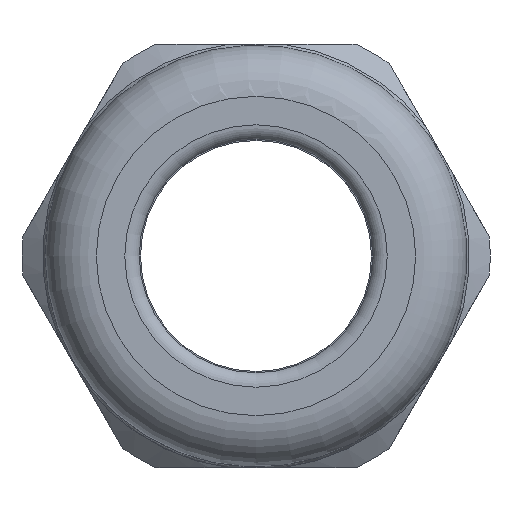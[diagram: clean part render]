
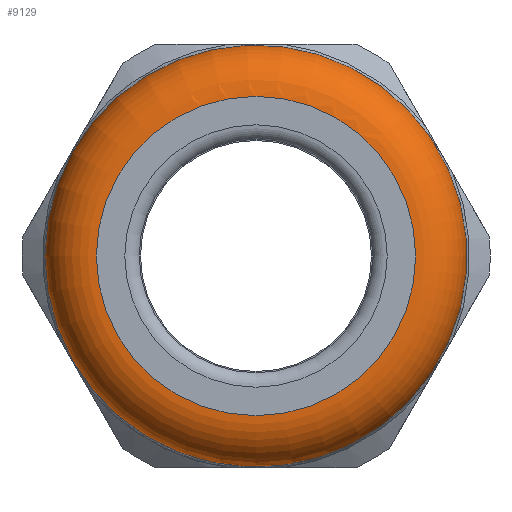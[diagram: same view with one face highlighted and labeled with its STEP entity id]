
A CAD part, left-side view. The second image highlights one B-rep face of the part: STEP entity #9129.
In plain terms, the highlighted toroidal (fillet/blend) face has major radius 12.45 mm and minor radius 4 mm.
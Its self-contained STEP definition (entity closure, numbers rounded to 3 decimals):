
#72=TOROIDAL_SURFACE('',#10003,12.45,4.);
#159=FACE_BOUND('',#1524,.T.);
#961=FACE_OUTER_BOUND('',#1523,.T.);
#1523=EDGE_LOOP('',(#8457));
#1524=EDGE_LOOP('',(#8458));
#3712=CIRCLE('',#10002,16.443);
#3713=CIRCLE('',#10004,12.45);
#4585=VERTEX_POINT('',#15370);
#4586=VERTEX_POINT('',#15373);
#5880=EDGE_CURVE('',#4585,#4585,#3712,.T.);
#5881=EDGE_CURVE('',#4586,#4586,#3713,.T.);
#8457=ORIENTED_EDGE('',*,*,#5880,.F.);
#8458=ORIENTED_EDGE('',*,*,#5881,.T.);
#9129=ADVANCED_FACE('',(#961,#159),#72,.T.);
#10002=AXIS2_PLACEMENT_3D('',#15371,#12605,#12606);
#10003=AXIS2_PLACEMENT_3D('',#15372,#12607,#12608);
#10004=AXIS2_PLACEMENT_3D('',#15374,#12609,#12610);
#12605=DIRECTION('center_axis',(1.,0.,0.));
#12606=DIRECTION('ref_axis',(0.,0.,-1.));
#12607=DIRECTION('center_axis',(1.,0.,0.));
#12608=DIRECTION('ref_axis',(0.,0.,-1.));
#12609=DIRECTION('center_axis',(1.,0.,0.));
#12610=DIRECTION('ref_axis',(0.,0.,-1.));
#15370=CARTESIAN_POINT('',(3.759,16.443,0.));
#15371=CARTESIAN_POINT('Origin',(3.759,0.,0.));
#15372=CARTESIAN_POINT('Origin',(4.,0.,0.));
#15373=CARTESIAN_POINT('',(0.,12.45,0.));
#15374=CARTESIAN_POINT('Origin',(0.,0.,0.));
